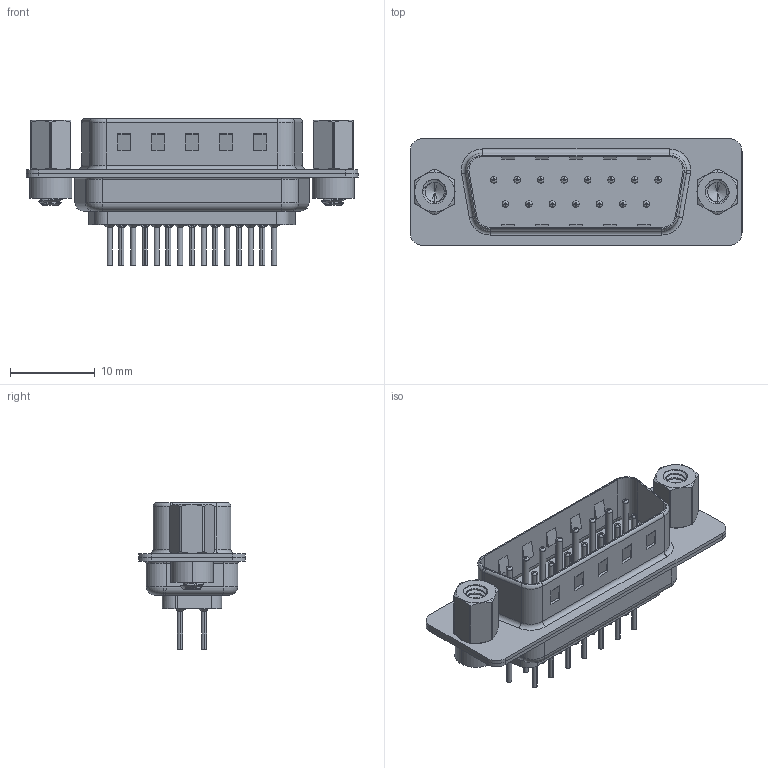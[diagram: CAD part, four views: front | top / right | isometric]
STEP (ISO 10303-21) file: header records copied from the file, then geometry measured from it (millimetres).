
FILE_DESCRIPTION (( 'STEP AP203' ), '1' );
FILE_NAME ('627-015-620-243.STEP', '2020-07-14T12:37:11', ( '' ), ( '' ), 'SwSTEP 2.0', 'SolidWorks 2020', '' );
FILE_SCHEMA (( 'CONFIG_CONTROL_DESIGN' ));
Length unit declared in the file: millimetre
Products named in the file (8): 627 4-40 Hex Standoff; 627 4-40 Threaded Rivet; 627 Housing_15 LP; 627-015-620-243; 627 Shell Front_15 Contacts; 627 Shell Rear_15 Contacts; 627 Contact Row 2_20L; 627 Contact Row 1_20L
Assembly tree (22 placements, depth 2):
  627-015-620-243
    627 Housing_15 LP
    627 Shell Front_15 Contacts
    627 Shell Rear_15 Contacts
    627 Contact Row 1_20L  x8
    627 Contact Row 2_20L  x7
    627 4-40 Threaded Rivet  x2
    627 4-40 Hex Standoff  x2
Bounding box: 39.15 x 12.6 x 17.3 mm (x, y, z)
Volume: 2037.8 mm3; surface area: 5864.4 mm2
Topology: 22 solids, 22 shells, 1932 faces, 5050 edges, 3143 vertices
Faces by surface type: cylinder 758, plane 521, torus 455, cone 180, bspline 18
Entity records: 26005 total; most frequent: CARTESIAN_POINT 8388, DIRECTION 3585, ORIENTED_EDGE 3366, EDGE_CURVE 1683, AXIS2_PLACEMENT_3D 1418, VERTEX_POINT 1070, EDGE_LOOP 773, VECTOR 749
